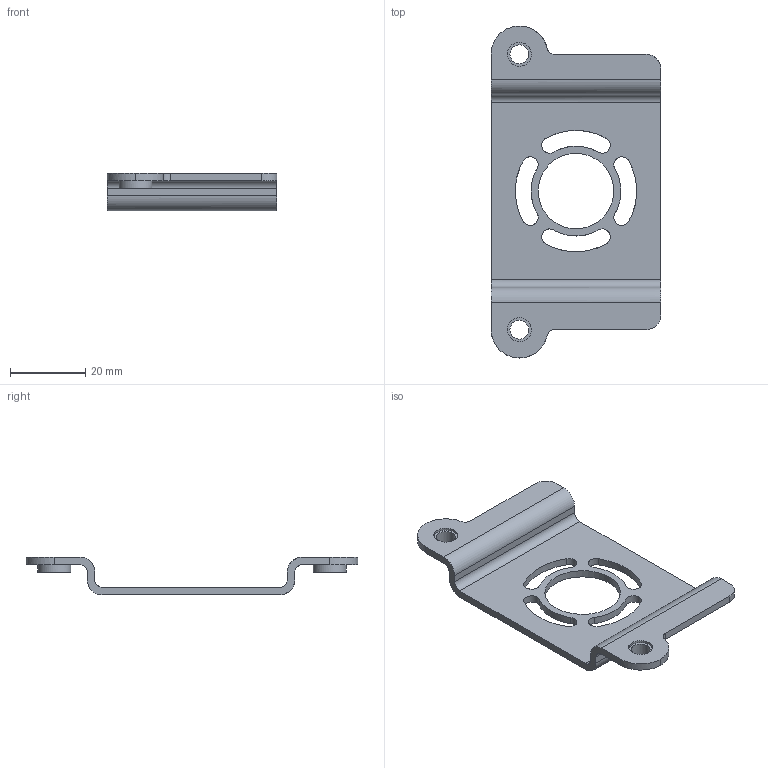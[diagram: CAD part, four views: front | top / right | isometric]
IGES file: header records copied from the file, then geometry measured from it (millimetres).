
Global section: file name: ST-5099.igs; preprocessor: I-DEAS 3D IGES Translator 13; date: 20120323.161127; units: millimetre
Bounding box: 45 x 88 x 10 mm (x, y, z)
Volume: 6720.2 mm3; surface area: 8050.2 mm2
Topology: 3 solids, 3 shells, 61 faces, 159 edges, 106 vertices
Faces by surface type: bspline 61
